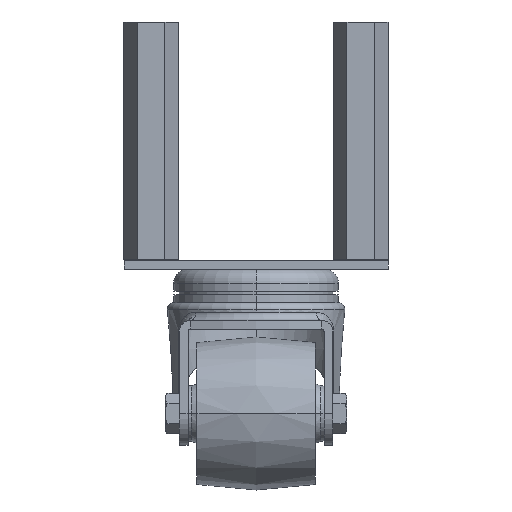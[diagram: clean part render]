
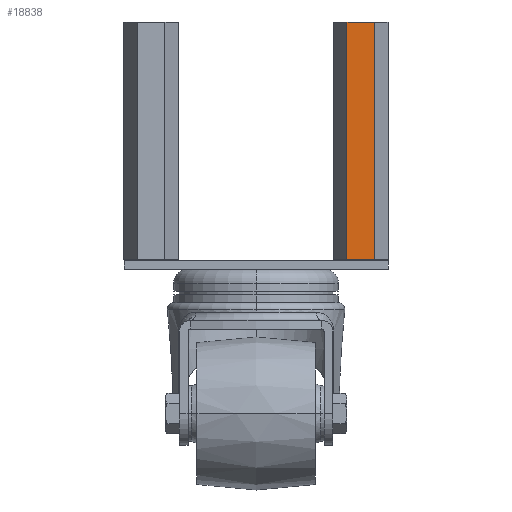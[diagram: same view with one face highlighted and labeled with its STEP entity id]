
A CAD part, left-side view. The second image highlights one B-rep face of the part: STEP entity #18838.
In plain terms, the highlighted planar face has unit normal (-1, 0, 0).
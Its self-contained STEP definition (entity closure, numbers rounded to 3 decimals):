
#18336 = PLANE('',#18337);
#18337 = AXIS2_PLACEMENT_3D('',#18338,#18339,#18340);
#18338 = CARTESIAN_POINT('',(2.567,30.,-1.482));
#18339 = DIRECTION('',(0.,-1.,0.));
#18340 = DIRECTION('',(0.,0.,-1.));
#18407 = PLANE('',#18408);
#18408 = AXIS2_PLACEMENT_3D('',#18409,#18410,#18411);
#18409 = CARTESIAN_POINT('',(0.,0.,-2.964));
#18410 = DIRECTION('',(0.,1.,0.));
#18411 = DIRECTION('',(0.,-0.,1.));
#18426 = VERTEX_POINT('',#18427);
#18427 = CARTESIAN_POINT('',(-3.,0.,-1.732));
#18441 = PLANE('',#18442);
#18442 = AXIS2_PLACEMENT_3D('',#18443,#18444,#18445);
#18443 = CARTESIAN_POINT('',(-1.5,0.,-2.598));
#18444 = DIRECTION('',(-0.5,0.,-0.866));
#18445 = DIRECTION('',(-0.866,0.,0.5));
#18538 = VERTEX_POINT('',#18539);
#18539 = CARTESIAN_POINT('',(-3.,0.,1.732));
#18553 = PLANE('',#18554);
#18554 = AXIS2_PLACEMENT_3D('',#18555,#18556,#18557);
#18555 = CARTESIAN_POINT('',(-1.5,0.,2.598));
#18556 = DIRECTION('',(-0.5,0.,0.866));
#18557 = DIRECTION('',(0.866,0.,0.5));
#18565 = EDGE_CURVE('',#18426,#18538,#18566,.T.);
#18566 = SURFACE_CURVE('',#18567,(#18571,#18578),.PCURVE_S1.);
#18567 = LINE('',#18568,#18569);
#18568 = CARTESIAN_POINT('',(-3.,0.,0.));
#18569 = VECTOR('',#18570,1.);
#18570 = DIRECTION('',(0.,0.,1.));
#18571 = PCURVE('',#18407,#18572);
#18572 = DEFINITIONAL_REPRESENTATION('',(#18573),#18577);
#18573 = LINE('',#18574,#18575);
#18574 = CARTESIAN_POINT('',(2.964,-3.));
#18575 = VECTOR('',#18576,1.);
#18576 = DIRECTION('',(1.,0.));
#18577 = ( GEOMETRIC_REPRESENTATION_CONTEXT(2) 
PARAMETRIC_REPRESENTATION_CONTEXT() REPRESENTATION_CONTEXT('2D SPACE',''
  ) );
#18578 = PCURVE('',#18579,#18584);
#18579 = PLANE('',#18580);
#18580 = AXIS2_PLACEMENT_3D('',#18581,#18582,#18583);
#18581 = CARTESIAN_POINT('',(-3.,0.,0.));
#18582 = DIRECTION('',(-1.,0.,0.));
#18583 = DIRECTION('',(0.,0.,1.));
#18584 = DEFINITIONAL_REPRESENTATION('',(#18585),#18589);
#18585 = LINE('',#18586,#18587);
#18586 = CARTESIAN_POINT('',(0.,0.));
#18587 = VECTOR('',#18588,1.);
#18588 = DIRECTION('',(1.,0.));
#18589 = ( GEOMETRIC_REPRESENTATION_CONTEXT(2) 
PARAMETRIC_REPRESENTATION_CONTEXT() REPRESENTATION_CONTEXT('2D SPACE',''
  ) );
#18720 = VERTEX_POINT('',#18721);
#18721 = CARTESIAN_POINT('',(-3.,30.,-1.732));
#18742 = EDGE_CURVE('',#18720,#18743,#18745,.T.);
#18743 = VERTEX_POINT('',#18744);
#18744 = CARTESIAN_POINT('',(-3.,30.,1.732));
#18745 = SURFACE_CURVE('',#18746,(#18750,#18757),.PCURVE_S1.);
#18746 = LINE('',#18747,#18748);
#18747 = CARTESIAN_POINT('',(-3.,30.,-1.732));
#18748 = VECTOR('',#18749,1.);
#18749 = DIRECTION('',(0.,0.,1.));
#18750 = PCURVE('',#18336,#18751);
#18751 = DEFINITIONAL_REPRESENTATION('',(#18752),#18756);
#18752 = LINE('',#18753,#18754);
#18753 = CARTESIAN_POINT('',(0.25,-5.567));
#18754 = VECTOR('',#18755,1.);
#18755 = DIRECTION('',(-1.,0.));
#18756 = ( GEOMETRIC_REPRESENTATION_CONTEXT(2) 
PARAMETRIC_REPRESENTATION_CONTEXT() REPRESENTATION_CONTEXT('2D SPACE',''
  ) );
#18757 = PCURVE('',#18579,#18758);
#18758 = DEFINITIONAL_REPRESENTATION('',(#18759),#18763);
#18759 = LINE('',#18760,#18761);
#18760 = CARTESIAN_POINT('',(-1.732,30.));
#18761 = VECTOR('',#18762,1.);
#18762 = DIRECTION('',(1.,0.));
#18763 = ( GEOMETRIC_REPRESENTATION_CONTEXT(2) 
PARAMETRIC_REPRESENTATION_CONTEXT() REPRESENTATION_CONTEXT('2D SPACE',''
  ) );
#18816 = EDGE_CURVE('',#18426,#18720,#18817,.T.);
#18817 = SURFACE_CURVE('',#18818,(#18822,#18829),.PCURVE_S1.);
#18818 = LINE('',#18819,#18820);
#18819 = CARTESIAN_POINT('',(-3.,0.,-1.732));
#18820 = VECTOR('',#18821,1.);
#18821 = DIRECTION('',(0.,1.,0.));
#18822 = PCURVE('',#18441,#18823);
#18823 = DEFINITIONAL_REPRESENTATION('',(#18824),#18828);
#18824 = LINE('',#18825,#18826);
#18825 = CARTESIAN_POINT('',(1.732,0.));
#18826 = VECTOR('',#18827,1.);
#18827 = DIRECTION('',(0.,1.));
#18828 = ( GEOMETRIC_REPRESENTATION_CONTEXT(2) 
PARAMETRIC_REPRESENTATION_CONTEXT() REPRESENTATION_CONTEXT('2D SPACE',''
  ) );
#18829 = PCURVE('',#18579,#18830);
#18830 = DEFINITIONAL_REPRESENTATION('',(#18831),#18835);
#18831 = LINE('',#18832,#18833);
#18832 = CARTESIAN_POINT('',(-1.732,0.));
#18833 = VECTOR('',#18834,1.);
#18834 = DIRECTION('',(0.,1.));
#18835 = ( GEOMETRIC_REPRESENTATION_CONTEXT(2) 
PARAMETRIC_REPRESENTATION_CONTEXT() REPRESENTATION_CONTEXT('2D SPACE',''
  ) );
#18838 = ADVANCED_FACE('',(#18839),#18579,.T.);
#18839 = FACE_BOUND('',#18840,.T.);
#18840 = EDGE_LOOP('',(#18841,#18842,#18863,#18864));
#18841 = ORIENTED_EDGE('',*,*,#18565,.T.);
#18842 = ORIENTED_EDGE('',*,*,#18843,.T.);
#18843 = EDGE_CURVE('',#18538,#18743,#18844,.T.);
#18844 = SURFACE_CURVE('',#18845,(#18849,#18856),.PCURVE_S1.);
#18845 = LINE('',#18846,#18847);
#18846 = CARTESIAN_POINT('',(-3.,0.,1.732));
#18847 = VECTOR('',#18848,1.);
#18848 = DIRECTION('',(0.,1.,0.));
#18849 = PCURVE('',#18579,#18850);
#18850 = DEFINITIONAL_REPRESENTATION('',(#18851),#18855);
#18851 = LINE('',#18852,#18853);
#18852 = CARTESIAN_POINT('',(1.732,0.));
#18853 = VECTOR('',#18854,1.);
#18854 = DIRECTION('',(0.,1.));
#18855 = ( GEOMETRIC_REPRESENTATION_CONTEXT(2) 
PARAMETRIC_REPRESENTATION_CONTEXT() REPRESENTATION_CONTEXT('2D SPACE',''
  ) );
#18856 = PCURVE('',#18553,#18857);
#18857 = DEFINITIONAL_REPRESENTATION('',(#18858),#18862);
#18858 = LINE('',#18859,#18860);
#18859 = CARTESIAN_POINT('',(-1.732,0.));
#18860 = VECTOR('',#18861,1.);
#18861 = DIRECTION('',(0.,1.));
#18862 = ( GEOMETRIC_REPRESENTATION_CONTEXT(2) 
PARAMETRIC_REPRESENTATION_CONTEXT() REPRESENTATION_CONTEXT('2D SPACE',''
  ) );
#18863 = ORIENTED_EDGE('',*,*,#18742,.F.);
#18864 = ORIENTED_EDGE('',*,*,#18816,.F.);
